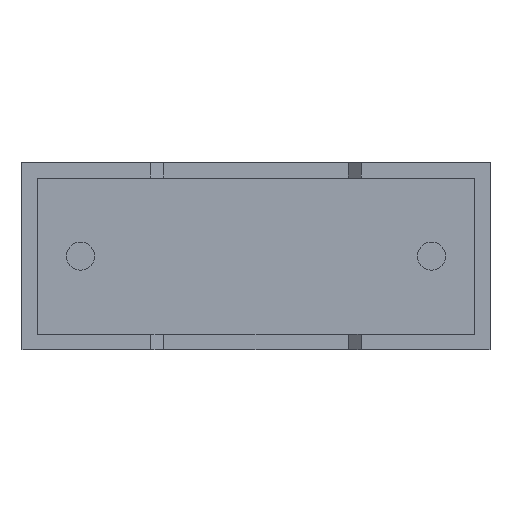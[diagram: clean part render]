
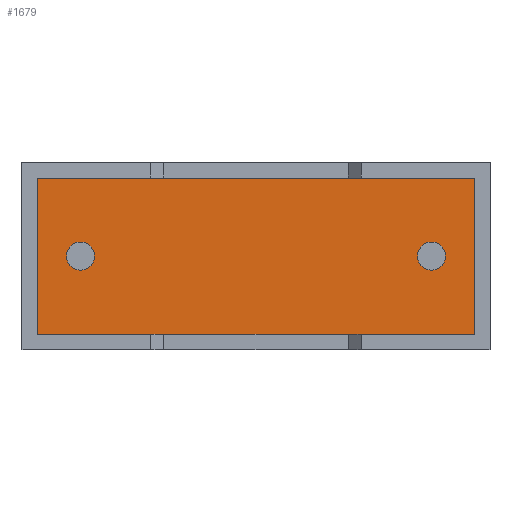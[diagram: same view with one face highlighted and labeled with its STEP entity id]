
A CAD part, front view. The second image highlights one B-rep face of the part: STEP entity #1679.
In plain terms, the highlighted planar face has unit normal (0, -1, 0).
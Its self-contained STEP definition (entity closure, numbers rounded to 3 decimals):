
#60 = EDGE_LOOP ( 'NONE', ( #1105, #1726 ) ) ;
#126 = AXIS2_PLACEMENT_3D ( 'NONE', #2157, #1006, #957 ) ;
#170 = EDGE_CURVE ( 'NONE', #368, #2020, #721, .T. ) ;
#212 = FACE_BOUND ( 'NONE', #2052, .T. ) ;
#223 = LINE ( 'NONE', #3006, #2216 ) ;
#249 = VERTEX_POINT ( 'NONE', #1265 ) ;
#270 = ORIENTED_EDGE ( 'NONE', *, *, #2546, .F. ) ;
#330 = AXIS2_PLACEMENT_3D ( 'NONE', #738, #2112, #506 ) ;
#339 = CARTESIAN_POINT ( 'NONE',  ( 1.25, 0.75, 2.3 ) ) ;
#368 = VERTEX_POINT ( 'NONE', #432 ) ;
#432 = CARTESIAN_POINT ( 'NONE',  ( 9.667, 0.75, 0.333 ) ) ;
#499 = AXIS2_PLACEMENT_3D ( 'NONE', #626, #2496, #2250 ) ;
#506 = DIRECTION ( 'NONE',  ( 0., 0., -1. ) ) ;
#555 = CARTESIAN_POINT ( 'NONE',  ( 0., 0.75, 0. ) ) ;
#574 = LINE ( 'NONE', #1302, #1489 ) ;
#626 = CARTESIAN_POINT ( 'NONE',  ( 8.75, 0.75, 2. ) ) ;
#683 = CIRCLE ( 'NONE', #2709, 0.3 ) ;
#721 = LINE ( 'NONE', #2887, #1779 ) ;
#738 = CARTESIAN_POINT ( 'NONE',  ( 1.25, 0.75, 2. ) ) ;
#749 = EDGE_CURVE ( 'NONE', #2020, #1934, #223, .T. ) ;
#800 = ORIENTED_EDGE ( 'NONE', *, *, #749, .T. ) ;
#877 = EDGE_CURVE ( 'NONE', #1934, #907, #574, .T. ) ;
#907 = VERTEX_POINT ( 'NONE', #2102 ) ;
#957 = DIRECTION ( 'NONE',  ( 0., 0., -1. ) ) ;
#985 = ORIENTED_EDGE ( 'NONE', *, *, #170, .T. ) ;
#1006 = DIRECTION ( 'NONE',  ( 0., -1., 0. ) ) ;
#1047 = DIRECTION ( 'NONE',  ( 0., -1., 0. ) ) ;
#1105 = ORIENTED_EDGE ( 'NONE', *, *, #2619, .F. ) ;
#1128 = EDGE_CURVE ( 'NONE', #249, #2937, #1492, .T. ) ;
#1147 = EDGE_LOOP ( 'NONE', ( #1500, #3043, #985, #800 ) ) ;
#1244 = DIRECTION ( 'NONE',  ( 1., 0., 0. ) ) ;
#1265 = CARTESIAN_POINT ( 'NONE',  ( 8.75, 0.75, 1.7 ) ) ;
#1302 = CARTESIAN_POINT ( 'NONE',  ( 0.333, 0.75, 3.667 ) ) ;
#1392 = FACE_BOUND ( 'NONE', #60, .T. ) ;
#1401 = CARTESIAN_POINT ( 'NONE',  ( 8.75, 0.75, 2.3 ) ) ;
#1416 = VERTEX_POINT ( 'NONE', #339 ) ;
#1425 = CARTESIAN_POINT ( 'NONE',  ( 0.333, 0.75, 0.333 ) ) ;
#1486 = LINE ( 'NONE', #1425, #2108 ) ;
#1489 = VECTOR ( 'NONE', #2016, 1000. ) ;
#1492 = CIRCLE ( 'NONE', #499, 0.3 ) ;
#1500 = ORIENTED_EDGE ( 'NONE', *, *, #877, .T. ) ;
#1524 = DIRECTION ( 'NONE',  ( 0., -1., 0. ) ) ;
#1596 = CARTESIAN_POINT ( 'NONE',  ( 9.667, 0.75, 3.667 ) ) ;
#1645 = PLANE ( 'NONE',  #2355 ) ;
#1679 = ADVANCED_FACE ( 'NONE', ( #1392, #2338, #212 ), #1645, .T. ) ;
#1726 = ORIENTED_EDGE ( 'NONE', *, *, #1128, .F. ) ;
#1779 = VECTOR ( 'NONE', #2408, 1000. ) ;
#1934 = VERTEX_POINT ( 'NONE', #2737 ) ;
#2012 = CIRCLE ( 'NONE', #126, 0.3 ) ;
#2016 = DIRECTION ( 'NONE',  ( 0., 0., -1. ) ) ;
#2020 = VERTEX_POINT ( 'NONE', #1596 ) ;
#2052 = EDGE_LOOP ( 'NONE', ( #270, #2117 ) ) ;
#2067 = VERTEX_POINT ( 'NONE', #2593 ) ;
#2102 = CARTESIAN_POINT ( 'NONE',  ( 0.333, 0.75, 0.333 ) ) ;
#2108 = VECTOR ( 'NONE', #1244, 1000. ) ;
#2112 = DIRECTION ( 'NONE',  ( 0., -1., 0. ) ) ;
#2117 = ORIENTED_EDGE ( 'NONE', *, *, #2663, .F. ) ;
#2152 = EDGE_CURVE ( 'NONE', #907, #368, #1486, .T. ) ;
#2157 = CARTESIAN_POINT ( 'NONE',  ( 8.75, 0.75, 2. ) ) ;
#2177 = DIRECTION ( 'NONE',  ( 0., 0., -1. ) ) ;
#2213 = CARTESIAN_POINT ( 'NONE',  ( 1.25, 0.75, 2. ) ) ;
#2216 = VECTOR ( 'NONE', #2782, 1000. ) ;
#2250 = DIRECTION ( 'NONE',  ( 0., 0., -1. ) ) ;
#2338 = FACE_OUTER_BOUND ( 'NONE', #1147, .T. ) ;
#2355 = AXIS2_PLACEMENT_3D ( 'NONE', #555, #1047, #2177 ) ;
#2408 = DIRECTION ( 'NONE',  ( 0., 0., 1. ) ) ;
#2496 = DIRECTION ( 'NONE',  ( 0., -1., 0. ) ) ;
#2546 = EDGE_CURVE ( 'NONE', #1416, #2067, #2660, .T. ) ;
#2593 = CARTESIAN_POINT ( 'NONE',  ( 1.25, 0.75, 1.7 ) ) ;
#2619 = EDGE_CURVE ( 'NONE', #2937, #249, #2012, .T. ) ;
#2660 = CIRCLE ( 'NONE', #330, 0.3 ) ;
#2663 = EDGE_CURVE ( 'NONE', #2067, #1416, #683, .T. ) ;
#2709 = AXIS2_PLACEMENT_3D ( 'NONE', #2213, #1524, #2729 ) ;
#2729 = DIRECTION ( 'NONE',  ( 0., 0., -1. ) ) ;
#2737 = CARTESIAN_POINT ( 'NONE',  ( 0.333, 0.75, 3.667 ) ) ;
#2782 = DIRECTION ( 'NONE',  ( -1., 0., 0. ) ) ;
#2887 = CARTESIAN_POINT ( 'NONE',  ( 9.667, 0.75, 0.333 ) ) ;
#2937 = VERTEX_POINT ( 'NONE', #1401 ) ;
#3006 = CARTESIAN_POINT ( 'NONE',  ( 9.667, 0.75, 3.667 ) ) ;
#3043 = ORIENTED_EDGE ( 'NONE', *, *, #2152, .T. ) ;
